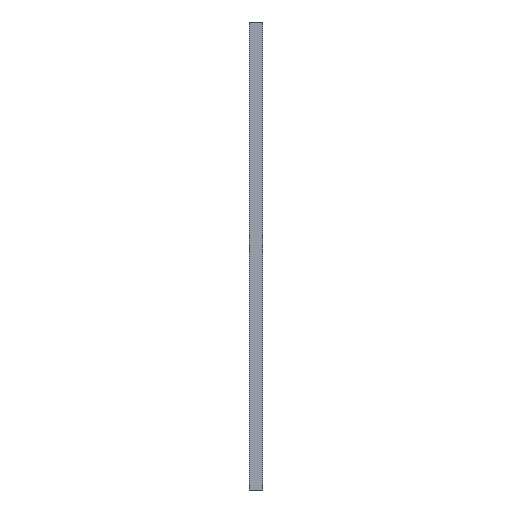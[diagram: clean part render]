
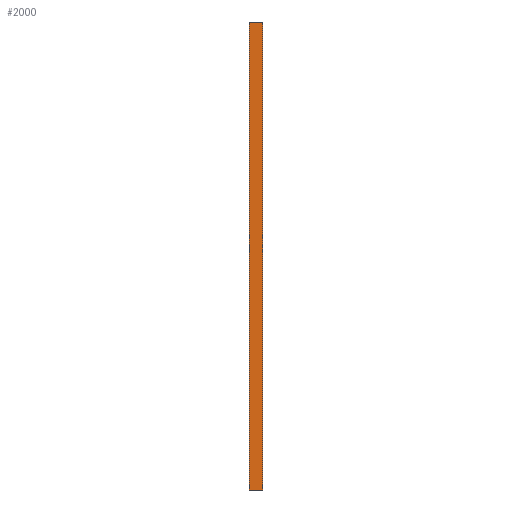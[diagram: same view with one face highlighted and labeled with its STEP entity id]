
A CAD part, left-side view. The second image highlights one B-rep face of the part: STEP entity #2000.
In plain terms, the highlighted planar face has unit normal (-1, 0, 0).
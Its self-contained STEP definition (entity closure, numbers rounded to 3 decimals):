
#342=FACE_OUTER_BOUND('',#450,.T.);
#450=EDGE_LOOP('',(#1763,#1764,#1765,#1766));
#462=LINE('',#2922,#618);
#556=LINE('',#3327,#712);
#612=LINE('',#3511,#768);
#613=LINE('',#3512,#769);
#618=VECTOR('',#2270,10.);
#712=VECTOR('',#2680,10.);
#768=VECTOR('',#2906,10.);
#769=VECTOR('',#2907,10.);
#772=VERTEX_POINT('',#2916);
#774=VERTEX_POINT('',#2920);
#927=VERTEX_POINT('',#3326);
#970=VERTEX_POINT('',#3510);
#974=EDGE_CURVE('',#772,#774,#462,.T.);
#1176=EDGE_CURVE('',#927,#772,#556,.T.);
#1268=EDGE_CURVE('',#970,#774,#612,.T.);
#1269=EDGE_CURVE('',#970,#927,#613,.T.);
#1763=ORIENTED_EDGE('',*,*,#974,.T.);
#1764=ORIENTED_EDGE('',*,*,#1268,.F.);
#1765=ORIENTED_EDGE('',*,*,#1269,.T.);
#1766=ORIENTED_EDGE('',*,*,#1176,.T.);
#1898=PLANE('',#2260);
#2000=ADVANCED_FACE('',(#342),#1898,.T.);
#2260=AXIS2_PLACEMENT_3D('',#3509,#2904,#2905);
#2270=DIRECTION('',(0.,0.,-1.));
#2680=DIRECTION('',(0.,1.,0.));
#2904=DIRECTION('center_axis',(-1.,0.,0.));
#2905=DIRECTION('ref_axis',(0.,0.,1.));
#2906=DIRECTION('',(0.,1.,0.));
#2907=DIRECTION('',(0.,0.,1.));
#2916=CARTESIAN_POINT('',(0.,1.6,0.));
#2920=CARTESIAN_POINT('',(0.,1.6,-54.28));
#2922=CARTESIAN_POINT('',(0.,1.6,-40.71));
#3326=CARTESIAN_POINT('',(0.,0.,0.));
#3327=CARTESIAN_POINT('',(0.,0.,0.));
#3509=CARTESIAN_POINT('Origin',(0.,0.,-54.28));
#3510=CARTESIAN_POINT('',(0.,0.,-54.28));
#3511=CARTESIAN_POINT('',(0.,0.,-54.28));
#3512=CARTESIAN_POINT('',(0.,0.,-54.28));
